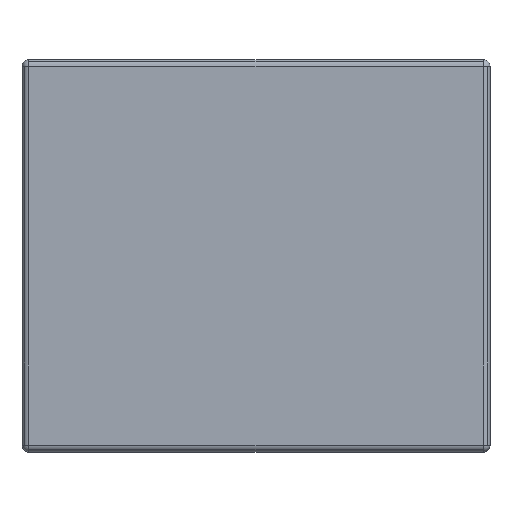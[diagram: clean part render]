
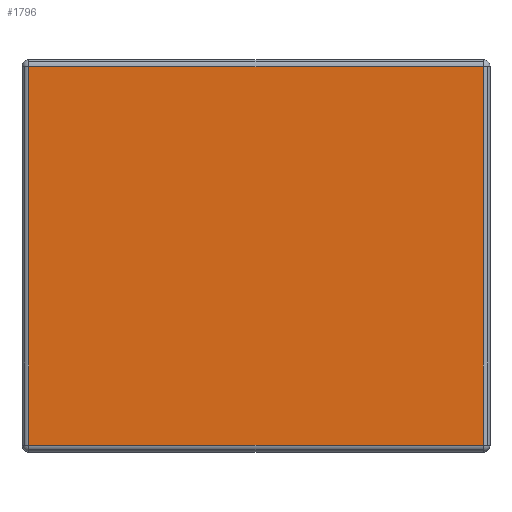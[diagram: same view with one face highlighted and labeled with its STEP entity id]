
A CAD part, top view. The second image highlights one B-rep face of the part: STEP entity #1796.
In plain terms, the highlighted planar face has unit normal (0, 0, 1).
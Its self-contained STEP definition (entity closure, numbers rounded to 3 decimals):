
#1176=CARTESIAN_POINT('',(-33.,27.475,24.4));
#1177=VERTEX_POINT('',#1176);
#1185=CARTESIAN_POINT('',(33.,27.475,24.4));
#1186=VERTEX_POINT('',#1185);
#1187=CARTESIAN_POINT('',(-33.,27.475,24.4));
#1188=DIRECTION('',(1.0,0.0,0.0));
#1189=VECTOR('',#1188,66.);
#1190=LINE('',#1187,#1189);
#1191=EDGE_CURVE('',#1177,#1186,#1190,.T.);
#1267=CARTESIAN_POINT('',(33.,-27.525,24.4));
#1268=VERTEX_POINT('',#1267);
#1269=CARTESIAN_POINT('',(33.,27.475,24.4));
#1270=DIRECTION('',(0.0,-1.0,0.0));
#1271=VECTOR('',#1270,55.);
#1272=LINE('',#1269,#1271);
#1273=EDGE_CURVE('',#1186,#1268,#1272,.T.);
#1342=CARTESIAN_POINT('',(-33.,-27.525,24.4));
#1343=VERTEX_POINT('',#1342);
#1351=CARTESIAN_POINT('',(-33.,-27.525,24.4));
#1352=DIRECTION('',(0.0,1.0,0.0));
#1353=VECTOR('',#1352,55.);
#1354=LINE('',#1351,#1353);
#1355=EDGE_CURVE('',#1343,#1177,#1354,.T.);
#1389=CARTESIAN_POINT('',(33.,-27.525,24.4));
#1390=DIRECTION('',(-1.0,0.0,0.0));
#1391=VECTOR('',#1390,66.);
#1392=LINE('',#1389,#1391);
#1393=EDGE_CURVE('',#1268,#1343,#1392,.T.);
#1785=CARTESIAN_POINT('',(0.,-0.025,24.4));
#1786=DIRECTION('',(0.0,0.0,1.0));
#1787=DIRECTION('',(1.0,0.0,0.0));
#1788=AXIS2_PLACEMENT_3D('',#1785,#1786,#1787);
#1789=PLANE('',#1788);
#1790=ORIENTED_EDGE('',*,*,#1393,.F.);
#1791=ORIENTED_EDGE('',*,*,#1273,.F.);
#1792=ORIENTED_EDGE('',*,*,#1191,.F.);
#1793=ORIENTED_EDGE('',*,*,#1355,.F.);
#1794=EDGE_LOOP('',(#1790,#1791,#1792,#1793));
#1795=FACE_OUTER_BOUND('',#1794,.T.);
#1796=ADVANCED_FACE('',(#1795),#1789,.T.);
